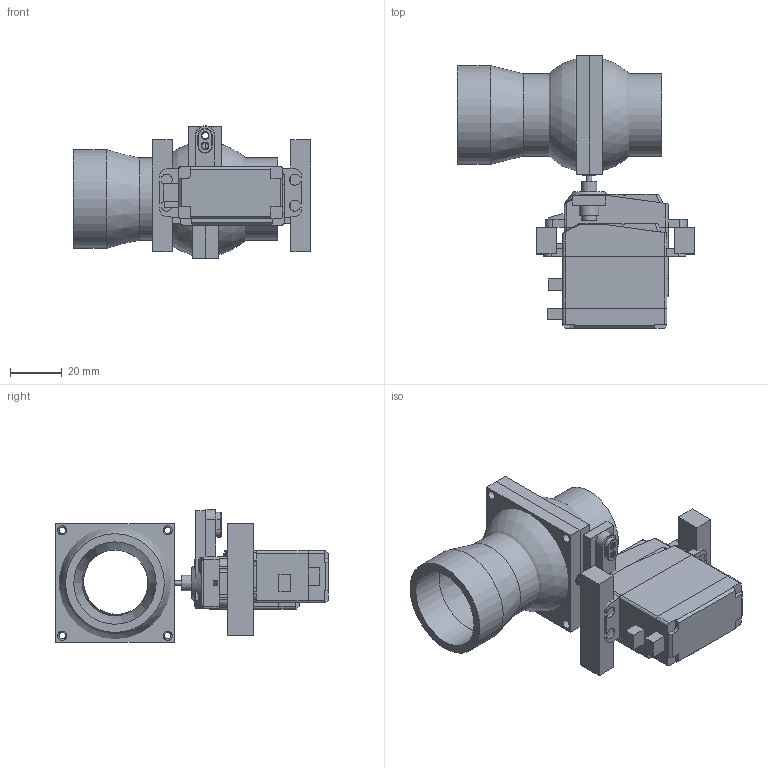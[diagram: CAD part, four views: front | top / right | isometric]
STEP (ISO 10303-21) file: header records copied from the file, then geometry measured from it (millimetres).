
FILE_DESCRIPTION(/* description */ (''),/* implementation_level */ '2;1');
FILE_NAME(/* name */ 'assembly.step',/* time_stamp */ '2023-06-13T18:42:03-07:00',/* author */ (''),/* organization */ (''),/* preprocessor_version */ 'ST-DEVELOPER v19.2',/* originating_system */ 'Autodesk Translation Framework v12.6.0.85',/* authorisation */ '');
FILE_SCHEMA (('AUTOMOTIVE_DESIGN { 1 0 10303 214 3 1 1 }'));
Length unit declared in the file: inch
Products named in the file (7): assembly; axle; STEP214 Servo Arm for DS3218MG; Ball Valve; 682-2z_1; Ball Valve Holder; DS3218MG
Assembly tree (7 placements, depth 3):
  assembly
    DS3218MG
    axle
      STEP214 Servo Arm for DS3218MG
    Ball Valve
      682-2z_1
    Ball Valve Holder
      DS3218MG
Bounding box: 91.44 x 105.16 x 51.16 mm (x, y, z)
Volume: 132469.6 mm3; surface area: 67091.3 mm2
Topology: 32 solids, 32 shells, 871 faces, 2409 edges, 1569 vertices
Faces by surface type: plane 309, cylinder 231, cone 213, torus 62, sphere 37, bspline 19
Full cylindrical faces by diameter (mm): 1.5 x40, 2 x3, 2.5 x46, 2.7 x2, 2.9 x2, 2.925 x1, 2.98 x2, 3.02 x1, 3.5 x4, 3.62 x2, 3.9 x2, 4.32 x2, 4.4 x2, 4.52 x4, 5 x1, 5.9 x2, 25.4 x4, 31.75 x2, 38.1 x1
Entity records: 28073 total; most frequent: CARTESIAN_POINT 8462, DIRECTION 4205, ORIENTED_EDGE 4088, EDGE_CURVE 2044, AXIS2_PLACEMENT_3D 1696, VERTEX_POINT 1351, CIRCLE 913, EDGE_LOOP 813
